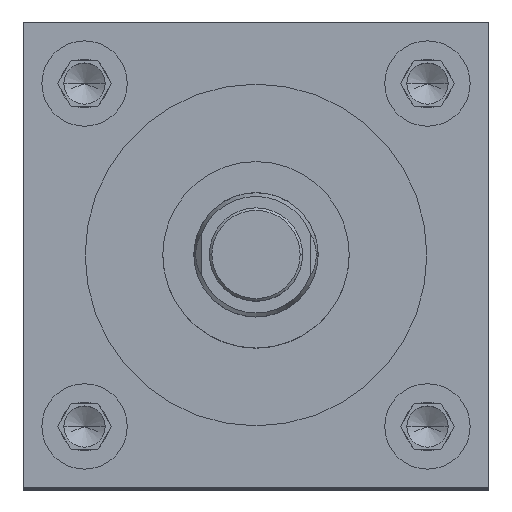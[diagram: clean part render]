
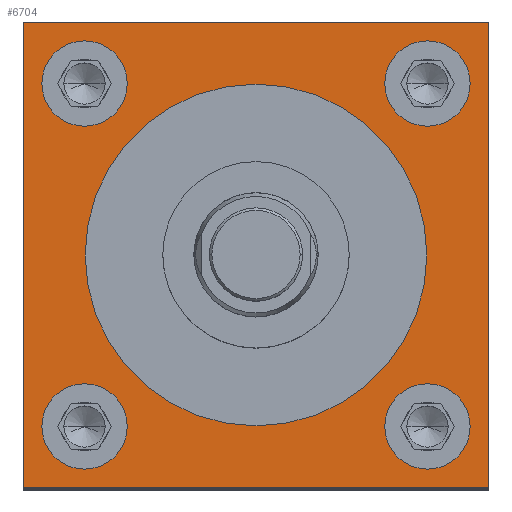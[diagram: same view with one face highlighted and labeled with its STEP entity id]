
A CAD part, top view. The second image highlights one B-rep face of the part: STEP entity #6704.
In plain terms, the highlighted planar face has unit normal (0, 0, 1).
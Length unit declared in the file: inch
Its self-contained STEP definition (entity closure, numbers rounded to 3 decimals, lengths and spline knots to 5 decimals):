
#7 = ORIENTED_EDGE ( 'NONE', *, *, #6862, .F. ) ;
#41 = VERTEX_POINT ( 'NONE', #3333 ) ;
#47 = DIRECTION ( 'NONE',  ( 1., 0., 0. ) ) ;
#92 = DIRECTION ( 'NONE',  ( -1., 0., 0. ) ) ;
#344 = ORIENTED_EDGE ( 'NONE', *, *, #5714, .F. ) ;
#348 = EDGE_CURVE ( 'NONE', #2004, #2693, #4414, .T. ) ;
#553 = DIRECTION ( 'NONE',  ( 0., 0., -1. ) ) ;
#660 = PLANE ( 'NONE',  #2835 ) ;
#696 = VERTEX_POINT ( 'NONE', #5697 ) ;
#780 = CARTESIAN_POINT ( 'NONE',  ( -1.7235, 1.38, 9.25 ) ) ;
#800 = DIRECTION ( 'NONE',  ( 0., 0., 1. ) ) ;
#876 = EDGE_CURVE ( 'NONE', #5587, #696, #3069, .T. ) ;
#898 = CARTESIAN_POINT ( 'NONE',  ( 1.7235, 1.38, 9.25 ) ) ;
#1001 = CARTESIAN_POINT ( 'NONE',  ( 1.875, -1.875, 9.25 ) ) ;
#1020 = VERTEX_POINT ( 'NONE', #2959 ) ;
#1078 = AXIS2_PLACEMENT_3D ( 'NONE', #2637, #3724, #4857 ) ;
#1091 = EDGE_CURVE ( 'NONE', #2693, #2004, #2233, .T. ) ;
#1192 = FACE_BOUND ( 'NONE', #6320, .T. ) ;
#1207 = DIRECTION ( 'NONE',  ( 0., 1., 0. ) ) ;
#1248 = EDGE_CURVE ( 'NONE', #41, #2689, #4676, .T. ) ;
#1339 = EDGE_CURVE ( 'NONE', #2689, #41, #1912, .T. ) ;
#1445 = DIRECTION ( 'NONE',  ( 0., 0., 1. ) ) ;
#1446 = AXIS2_PLACEMENT_3D ( 'NONE', #3909, #6677, #47 ) ;
#1473 = ORIENTED_EDGE ( 'NONE', *, *, #2371, .F. ) ;
#1493 = VERTEX_POINT ( 'NONE', #5145 ) ;
#1509 = DIRECTION ( 'NONE',  ( 1., 0., 0. ) ) ;
#1564 = VERTEX_POINT ( 'NONE', #2952 ) ;
#1565 = AXIS2_PLACEMENT_3D ( 'NONE', #1973, #5847, #2554 ) ;
#1574 = EDGE_LOOP ( 'NONE', ( #1977, #5105 ) ) ;
#1596 = ORIENTED_EDGE ( 'NONE', *, *, #2310, .T. ) ;
#1624 = LINE ( 'NONE', #6000, #4896 ) ;
#1628 = CARTESIAN_POINT ( 'NONE',  ( -1.875, 1.875, 9.25 ) ) ;
#1796 = ORIENTED_EDGE ( 'NONE', *, *, #5856, .F. ) ;
#1816 = AXIS2_PLACEMENT_3D ( 'NONE', #3178, #6037, #3766 ) ;
#1822 = CARTESIAN_POINT ( 'NONE',  ( -1.38, 1.38, 9.25 ) ) ;
#1912 = CIRCLE ( 'NONE', #1446, 0.3435 ) ;
#1973 = CARTESIAN_POINT ( 'NONE',  ( -1.38, -1.38, 9.25 ) ) ;
#1977 = ORIENTED_EDGE ( 'NONE', *, *, #1091, .F. ) ;
#2004 = VERTEX_POINT ( 'NONE', #6732 ) ;
#2233 = CIRCLE ( 'NONE', #1078, 1.375 ) ;
#2284 = VERTEX_POINT ( 'NONE', #5897 ) ;
#2310 = EDGE_CURVE ( 'NONE', #1564, #5585, #1624, .T. ) ;
#2327 = EDGE_LOOP ( 'NONE', ( #5462, #1596, #3351, #4275 ) ) ;
#2371 = EDGE_CURVE ( 'NONE', #1020, #4154, #3085, .T. ) ;
#2477 = DIRECTION ( 'NONE',  ( 0., 0., 1. ) ) ;
#2486 = EDGE_LOOP ( 'NONE', ( #5224, #3941 ) ) ;
#2554 = DIRECTION ( 'NONE',  ( 1., 0., 0. ) ) ;
#2560 = DIRECTION ( 'NONE',  ( 0., 0., 1. ) ) ;
#2637 = CARTESIAN_POINT ( 'NONE',  ( 0., 0., 9.25 ) ) ;
#2689 = VERTEX_POINT ( 'NONE', #898 ) ;
#2693 = VERTEX_POINT ( 'NONE', #5928 ) ;
#2802 = CARTESIAN_POINT ( 'NONE',  ( 1.875, -1.875, 9.25 ) ) ;
#2835 = AXIS2_PLACEMENT_3D ( 'NONE', #1628, #553, #92 ) ;
#2912 = CARTESIAN_POINT ( 'NONE',  ( -1.875, -1.875, 9.25 ) ) ;
#2952 = CARTESIAN_POINT ( 'NONE',  ( -1.875, -1.875, 9.25 ) ) ;
#2959 = CARTESIAN_POINT ( 'NONE',  ( 1.0365, -1.38, 9.25 ) ) ;
#3014 = DIRECTION ( 'NONE',  ( 1., 0., 0. ) ) ;
#3034 = DIRECTION ( 'NONE',  ( 1., 0., 0. ) ) ;
#3069 = LINE ( 'NONE', #3658, #7063 ) ;
#3085 = CIRCLE ( 'NONE', #1816, 0.3435 ) ;
#3132 = CARTESIAN_POINT ( 'NONE',  ( -1.38, 1.38, 9.25 ) ) ;
#3178 = CARTESIAN_POINT ( 'NONE',  ( 1.38, -1.38, 9.25 ) ) ;
#3185 = CARTESIAN_POINT ( 'NONE',  ( -1.0365, -1.38, 9.25 ) ) ;
#3233 = VERTEX_POINT ( 'NONE', #3185 ) ;
#3269 = DIRECTION ( 'NONE',  ( 1., 0., 0. ) ) ;
#3333 = CARTESIAN_POINT ( 'NONE',  ( 1.0365, 1.38, 9.25 ) ) ;
#3351 = ORIENTED_EDGE ( 'NONE', *, *, #4606, .T. ) ;
#3357 = FACE_BOUND ( 'NONE', #4472, .T. ) ;
#3361 = AXIS2_PLACEMENT_3D ( 'NONE', #3739, #1445, #3809 ) ;
#3457 = EDGE_LOOP ( 'NONE', ( #344, #1473 ) ) ;
#3625 = AXIS2_PLACEMENT_3D ( 'NONE', #5418, #2560, #1509 ) ;
#3658 = CARTESIAN_POINT ( 'NONE',  ( -1.875, 1.875, 9.25 ) ) ;
#3724 = DIRECTION ( 'NONE',  ( 0., 0., 1. ) ) ;
#3732 = DIRECTION ( 'NONE',  ( 1., 0., 0. ) ) ;
#3739 = CARTESIAN_POINT ( 'NONE',  ( 0., 0., 9.25 ) ) ;
#3766 = DIRECTION ( 'NONE',  ( 1., 0., 0. ) ) ;
#3805 = FACE_BOUND ( 'NONE', #3457, .T. ) ;
#3809 = DIRECTION ( 'NONE',  ( 1., 0., 0. ) ) ;
#3898 = ORIENTED_EDGE ( 'NONE', *, *, #6933, .F. ) ;
#3909 = CARTESIAN_POINT ( 'NONE',  ( 1.38, 1.38, 9.25 ) ) ;
#3941 = ORIENTED_EDGE ( 'NONE', *, *, #1248, .F. ) ;
#4154 = VERTEX_POINT ( 'NONE', #5602 ) ;
#4198 = CARTESIAN_POINT ( 'NONE',  ( -1.38, -1.38, 9.25 ) ) ;
#4256 = CIRCLE ( 'NONE', #5193, 0.3435 ) ;
#4275 = ORIENTED_EDGE ( 'NONE', *, *, #876, .T. ) ;
#4347 = CIRCLE ( 'NONE', #5624, 0.3435 ) ;
#4403 = VECTOR ( 'NONE', #1207, 39.37008 ) ;
#4404 = DIRECTION ( 'NONE',  ( 1., 0., 0. ) ) ;
#4414 = CIRCLE ( 'NONE', #3361, 1.375 ) ;
#4472 = EDGE_LOOP ( 'NONE', ( #1796, #3898 ) ) ;
#4591 = LINE ( 'NONE', #2912, #6331 ) ;
#4606 = EDGE_CURVE ( 'NONE', #5585, #5587, #6706, .T. ) ;
#4676 = CIRCLE ( 'NONE', #3625, 0.3435 ) ;
#4693 = VERTEX_POINT ( 'NONE', #780 ) ;
#4857 = DIRECTION ( 'NONE',  ( 1., 0., 0. ) ) ;
#4896 = VECTOR ( 'NONE', #3732, 39.37008 ) ;
#4917 = CARTESIAN_POINT ( 'NONE',  ( 1.875, 1.875, 9.25 ) ) ;
#5035 = FACE_BOUND ( 'NONE', #1574, .T. ) ;
#5054 = EDGE_CURVE ( 'NONE', #3233, #2284, #6464, .T. ) ;
#5105 = ORIENTED_EDGE ( 'NONE', *, *, #348, .F. ) ;
#5133 = DIRECTION ( 'NONE',  ( 0., -1., 0. ) ) ;
#5145 = CARTESIAN_POINT ( 'NONE',  ( -1.0365, 1.38, 9.25 ) ) ;
#5193 = AXIS2_PLACEMENT_3D ( 'NONE', #1822, #2477, #3014 ) ;
#5224 = ORIENTED_EDGE ( 'NONE', *, *, #1339, .F. ) ;
#5362 = DIRECTION ( 'NONE',  ( -1., 0., 0. ) ) ;
#5418 = CARTESIAN_POINT ( 'NONE',  ( 1.38, 1.38, 9.25 ) ) ;
#5462 = ORIENTED_EDGE ( 'NONE', *, *, #5849, .T. ) ;
#5560 = CARTESIAN_POINT ( 'NONE',  ( 1.38, -1.38, 9.25 ) ) ;
#5585 = VERTEX_POINT ( 'NONE', #1001 ) ;
#5587 = VERTEX_POINT ( 'NONE', #4917 ) ;
#5602 = CARTESIAN_POINT ( 'NONE',  ( 1.7235, -1.38, 9.25 ) ) ;
#5624 = AXIS2_PLACEMENT_3D ( 'NONE', #3132, #6570, #3269 ) ;
#5669 = ORIENTED_EDGE ( 'NONE', *, *, #5054, .F. ) ;
#5697 = CARTESIAN_POINT ( 'NONE',  ( -1.875, 1.875, 9.25 ) ) ;
#5714 = EDGE_CURVE ( 'NONE', #4154, #1020, #5983, .T. ) ;
#5847 = DIRECTION ( 'NONE',  ( 0., 0., 1. ) ) ;
#5849 = EDGE_CURVE ( 'NONE', #696, #1564, #4591, .T. ) ;
#5856 = EDGE_CURVE ( 'NONE', #1493, #4693, #4256, .T. ) ;
#5897 = CARTESIAN_POINT ( 'NONE',  ( -1.7235, -1.38, 9.25 ) ) ;
#5928 = CARTESIAN_POINT ( 'NONE',  ( 1.375, 0., 9.25 ) ) ;
#5983 = CIRCLE ( 'NONE', #6563, 0.3435 ) ;
#6000 = CARTESIAN_POINT ( 'NONE',  ( -1.875, -1.875, 9.25 ) ) ;
#6037 = DIRECTION ( 'NONE',  ( 0., 0., 1. ) ) ;
#6075 = FACE_OUTER_BOUND ( 'NONE', #2327, .T. ) ;
#6113 = FACE_BOUND ( 'NONE', #2486, .T. ) ;
#6320 = EDGE_LOOP ( 'NONE', ( #5669, #7 ) ) ;
#6331 = VECTOR ( 'NONE', #5133, 39.37008 ) ;
#6464 = CIRCLE ( 'NONE', #6922, 0.3435 ) ;
#6563 = AXIS2_PLACEMENT_3D ( 'NONE', #5560, #6670, #4404 ) ;
#6570 = DIRECTION ( 'NONE',  ( 0., 0., 1. ) ) ;
#6670 = DIRECTION ( 'NONE',  ( 0., 0., 1. ) ) ;
#6677 = DIRECTION ( 'NONE',  ( 0., 0., 1. ) ) ;
#6704 = ADVANCED_FACE ( 'NONE', ( #3805, #6113, #1192, #3357, #5035, #6075 ), #660, .F. ) ;
#6706 = LINE ( 'NONE', #2802, #4403 ) ;
#6732 = CARTESIAN_POINT ( 'NONE',  ( -1.375, 0., 9.25 ) ) ;
#6862 = EDGE_CURVE ( 'NONE', #2284, #3233, #7112, .T. ) ;
#6922 = AXIS2_PLACEMENT_3D ( 'NONE', #4198, #800, #3034 ) ;
#6933 = EDGE_CURVE ( 'NONE', #4693, #1493, #4347, .T. ) ;
#7063 = VECTOR ( 'NONE', #5362, 39.37008 ) ;
#7112 = CIRCLE ( 'NONE', #1565, 0.3435 ) ;
